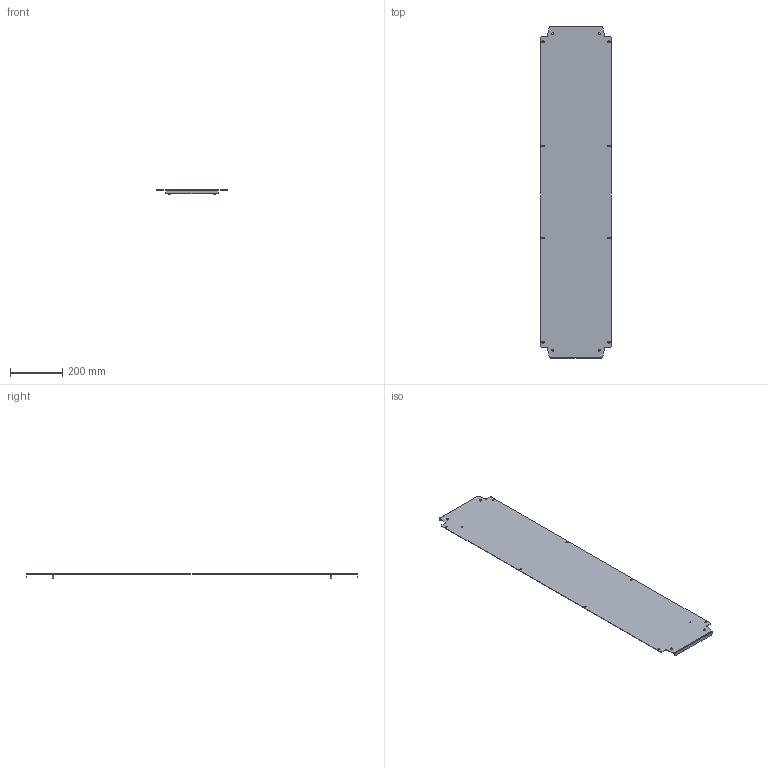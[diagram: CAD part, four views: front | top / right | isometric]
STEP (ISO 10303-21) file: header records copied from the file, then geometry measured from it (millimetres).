
FILE_DESCRIPTION (( 'STEP AP214' ), '1' );
FILE_NAME ('936.414.STEP', '2024-10-07T07:08:58', ( '' ), ( '' ), 'SwSTEP 2.0', 'SolidWorks 2021', '' );
FILE_SCHEMA (( 'AUTOMOTIVE_DESIGN' ));
Length unit declared in the file: millimetre
Products named in the file (3): Øïèëüêà ïðèâàðíàÿ Ì6õ16; 936.414; Ðàçäåëèòåëüíàÿ ïàíåëü D400H1400
Assembly tree (3 placements, depth 2):
  936.414
    Ðàçäåëèòåëüíàÿ ïàíåëü D400H1400
    Øïèëüêà ïðèâàðíàÿ Ì6õ16  x2
Bounding box: 270 x 1270 x 17.5 mm (x, y, z)
Volume: 514942 mm3; surface area: 691194.5 mm2
Topology: 3 solids, 3 shells, 108 faces, 280 edges, 180 vertices
Faces by surface type: cylinder 56, plane 44, bspline 4, cone 4
Entity records: 3372 total; most frequent: CARTESIAN_POINT 671, DIRECTION 556, ORIENTED_EDGE 528, EDGE_CURVE 264, AXIS2_PLACEMENT_3D 199, VERTEX_POINT 170, LINE 158, VECTOR 158
